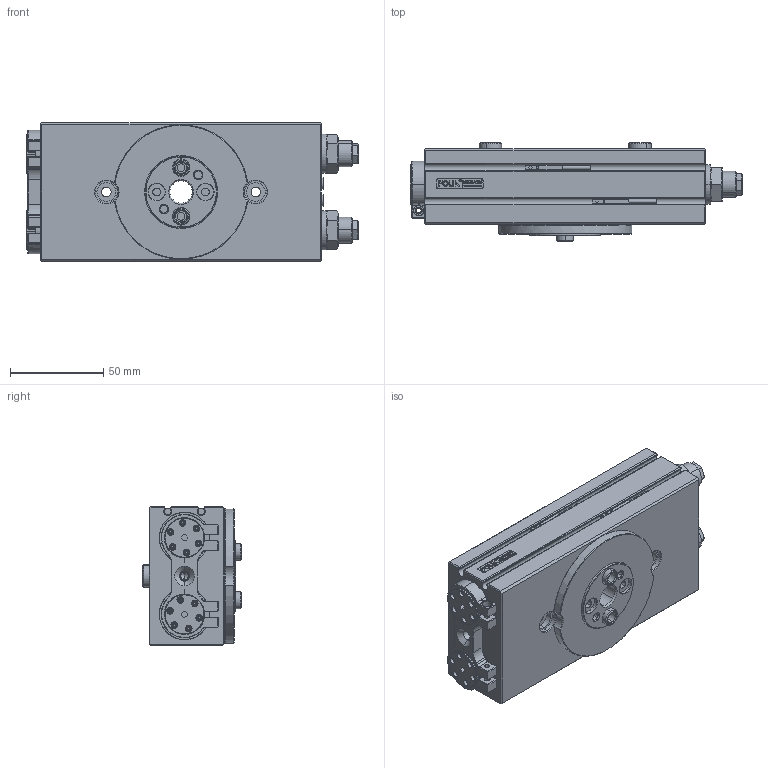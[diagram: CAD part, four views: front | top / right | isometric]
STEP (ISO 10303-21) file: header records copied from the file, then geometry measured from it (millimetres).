
FILE_DESCRIPTION (( 'STEP AP203' ), '1' );
FILE_NAME ('TP25-180.STEP', '2025-06-19T04:44:05', ( 'USER-' ), ( 'Microsoft' ), 'SwSTEP 2.0', 'SolidWorks 2018', '' );
FILE_SCHEMA (( 'CONFIG_CONTROL_DESIGN' ));
Length unit declared in the file: millimetre
Products named in the file (19): M4晦す芛蹟隊; ﾏ擎ﾗ12｡ﾁ8｡ﾁ6; M14躇猾詩遠; TP25-10 粣創揤遠; TP25-04 遣喳蟀諉极; 棠羲換覜ん; TP25-06 茞癹弇裝; TP25; TP25-05 茞癹弇蟀諉极; ﾏ擎ﾗ9｡ﾁ6｡ﾁ5; TP25-02 喘謫粣; YH1412-A-03牉挴蹟譫; TP25-08 癹弇縐嘀; 1412倰遣喳ん彸秶遴; TP25-07硬限位圈; TP25-180; YH1412-A-01綴猾褲极; TP25-01 褲极; 1412倰遣喳ん彸秶遴-1
Assembly tree (29 placements, depth 3):
  TP25-180
    1412倰遣喳ん彸秶遴
      YH1412-A-01綴猾褲极
    1412倰遣喳ん彸秶遴-1
      YH1412-A-01綴猾褲极
    TP25-01 褲极
    TP25-02 喘謫粣
    M4晦す芛蹟隊  x2
    TP25-05 茞癹弇蟀諉极  x2
    TP25-04 遣喳蟀諉极  x2
    YH1412-A-03牉挴蹟譫  x2
    M14躇猾詩遠  x2
    TP25-06 茞癹弇裝  x2
    TP25-07硬限位圈  x2
    TP25-08 癹弇縐嘀
    TP25-10 粣創揤遠
    TP25
    ﾏ擎ﾗ9｡ﾁ6｡ﾁ5  x2
    棠羲換覜ん  x2
    ﾏ擎ﾗ12｡ﾁ8｡ﾁ6  x2
Bounding box: 177.7 x 52.8 x 74 mm (x, y, z)
Volume: 343440.4 mm3; surface area: 115466.2 mm2
Topology: 27 solids, 42 shells, 2431 faces, 6182 edges, 3899 vertices
Faces by surface type: plane 1177, cone 531, cylinder 447, bspline 258, torus 18
Entity records: 65359 total; most frequent: CARTESIAN_POINT 21901, ORIENTED_EDGE 9018, DIRECTION 7682, EDGE_CURVE 4509, VERTEX_POINT 2889, AXIS2_PLACEMENT_3D 2622, LINE 2438, VECTOR 2438
